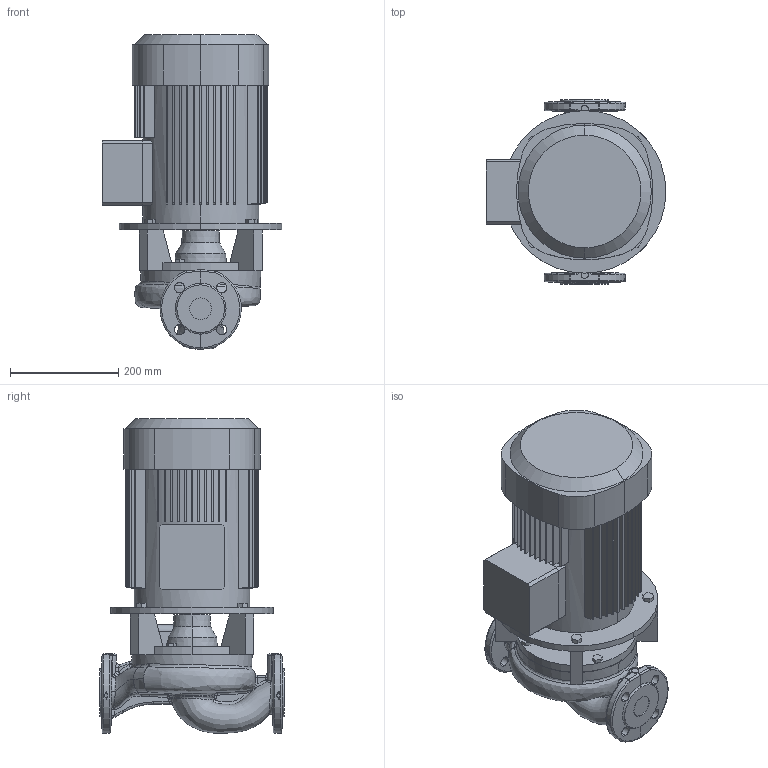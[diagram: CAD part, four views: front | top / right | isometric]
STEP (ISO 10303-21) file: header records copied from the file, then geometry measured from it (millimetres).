
FILE_DESCRIPTION (( 'STEP AP203' ), '1' );
FILE_NAME ('VariA 40-38.STEP', '2014-07-08T08:53:24', ( '' ), ( '' ), 'SwSTEP 2.0', 'SolidWorks 2011', '' );
FILE_SCHEMA (( 'CONFIG_CONTROL_DESIGN' ));
Products named in the file (1): VariA 40-38
Bounding box: 332 x 340 x 581 mm (x, y, z)
Volume: 21958274.1 mm3; surface area: 1195119.9 mm2
Topology: 4 solids, 4 shells, 768 faces, 1986 edges, 1230 vertices
Faces by surface type: plane 251, bspline 207, cylinder 182, cone 72, torus 44, sphere 12
Entity records: 63318 total; most frequent: CARTESIAN_POINT 46113, ORIENTED_EDGE 3930, DIRECTION 3132, EDGE_CURVE 1965, VERTEX_POINT 1230, AXIS2_PLACEMENT_3D 1187, EDGE_LOOP 809, FACE_OUTER_BOUND 768
